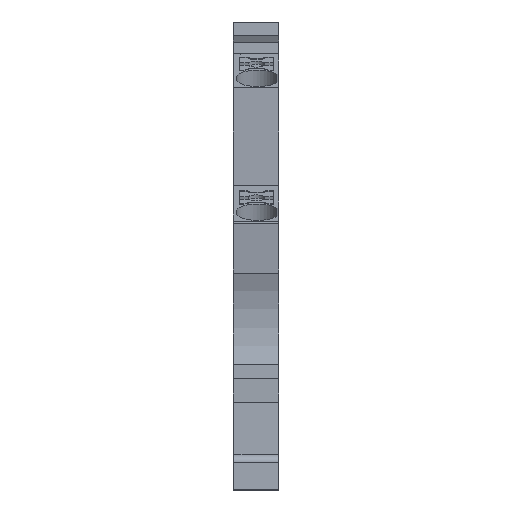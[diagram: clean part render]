
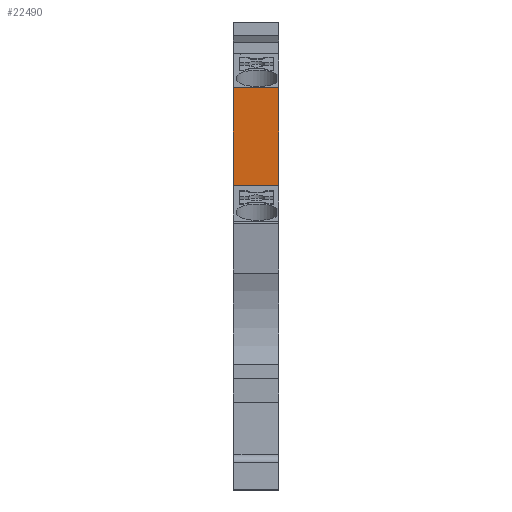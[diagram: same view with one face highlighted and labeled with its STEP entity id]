
A CAD part, front view. The second image highlights one B-rep face of the part: STEP entity #22490.
In plain terms, the highlighted face is planar.
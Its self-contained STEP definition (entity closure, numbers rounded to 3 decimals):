
#610=CARTESIAN_POINT('',(-43.,24.203,
-5.15));
#620=VERTEX_POINT('',#610);
#650=CARTESIAN_POINT('',(-41.687,0.,
-5.15));
#660=DIRECTION('',(-0.054,0.999,
0.));
#670=VECTOR('',#660,1.);
#680=LINE('',#650,#670);
#690=CARTESIAN_POINT('',(-42.4,13.142,
-5.15));
#700=VERTEX_POINT('',#690);
#710=EDGE_CURVE('',#700,#620,#680,.T.);
#12390=CARTESIAN_POINT('',(-42.4,13.142,
0.));
#12400=VERTEX_POINT('',#12390);
#12430=CARTESIAN_POINT('',(-41.687,0.,
0.));
#12440=DIRECTION('',(-0.054,0.999,
0.));
#12450=VECTOR('',#12440,1.);
#12460=LINE('',#12430,#12450);
#12470=CARTESIAN_POINT('',(-43.,24.203,
0.));
#12480=VERTEX_POINT('',#12470);
#12490=EDGE_CURVE('',#12400,#12480,#12460,.T.);
#22280=CARTESIAN_POINT('',(-42.992,24.055,
-5.15));
#22290=DIRECTION('',(0.999,0.054,
0.));
#22300=DIRECTION('',(-0.054,0.999,
0.));
#22310=AXIS2_PLACEMENT_3D('',#22280,#22290,#22300);
#22320=PLANE('',#22310);
#22330=ORIENTED_EDGE('',*,*,#710,.F.);
#22340=CARTESIAN_POINT('',(-43.,24.203,
-5.15));
#22350=DIRECTION('',(0.,0.,1.));
#22360=VECTOR('',#22350,1.);
#22370=LINE('',#22340,#22360);
#22380=EDGE_CURVE('',#620,#12480,#22370,.T.);
#22390=ORIENTED_EDGE('',*,*,#22380,.F.);
#22400=ORIENTED_EDGE('',*,*,#12490,.T.);
#22410=CARTESIAN_POINT('',(-42.4,13.142,
-5.15));
#22420=DIRECTION('',(0.,0.,1.));
#22430=VECTOR('',#22420,1.);
#22440=LINE('',#22410,#22430);
#22450=EDGE_CURVE('',#700,#12400,#22440,.T.);
#22460=ORIENTED_EDGE('',*,*,#22450,.T.);
#22470=EDGE_LOOP('',(#22460,#22400,#22390,#22330));
#22480=FACE_OUTER_BOUND('',#22470,.T.);
#22490=ADVANCED_FACE('',(#22480),#22320,.F.);
